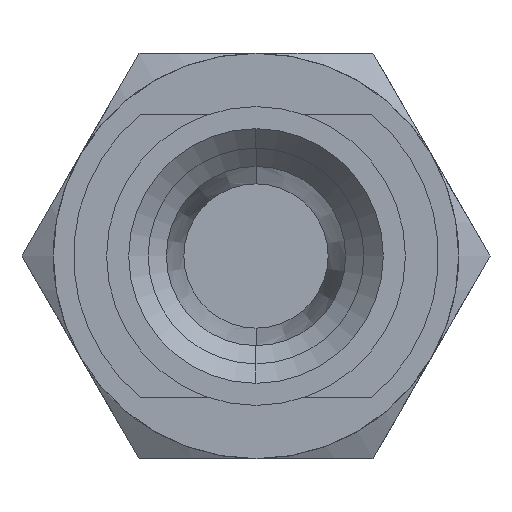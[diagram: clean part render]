
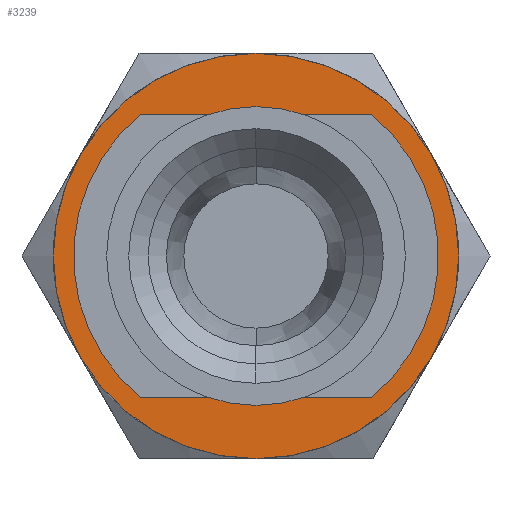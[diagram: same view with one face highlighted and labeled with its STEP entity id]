
A CAD part, left-side view. The second image highlights one B-rep face of the part: STEP entity #3239.
In plain terms, the highlighted planar face has unit normal (-1, 0, 0).
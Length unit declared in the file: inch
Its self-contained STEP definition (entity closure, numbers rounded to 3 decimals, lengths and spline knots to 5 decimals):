
#193 = CARTESIAN_POINT ( 'NONE',  ( 0.332, 0.0865, 0. ) ) ;
#254 = DIRECTION ( 'NONE',  ( 0., 0., -1. ) ) ;
#335 = ORIENTED_EDGE ( 'NONE', *, *, #1527, .T. ) ;
#396 = VERTEX_POINT ( 'NONE', #1500 ) ;
#493 = VERTEX_POINT ( 'NONE', #1165 ) ;
#509 = DIRECTION ( 'NONE',  ( 0., 0., -1. ) ) ;
#543 = ORIENTED_EDGE ( 'NONE', *, *, #2065, .T. ) ;
#701 = FACE_BOUND ( 'NONE', #1309, .T. ) ;
#721 = CIRCLE ( 'NONE', #3576, 0.105 ) ;
#959 = CARTESIAN_POINT ( 'NONE',  ( 0.332, 0., -0.156 ) ) ;
#962 = EDGE_CURVE ( 'NONE', #396, #493, #2470, .T. ) ;
#1063 = DIRECTION ( 'NONE',  ( 0., 0., 1. ) ) ;
#1165 = CARTESIAN_POINT ( 'NONE',  ( 0.332, 0., 0.105 ) ) ;
#1199 = CARTESIAN_POINT ( 'NONE',  ( 0.332, 0., 0. ) ) ;
#1243 = EDGE_LOOP ( 'NONE', ( #543, #2273 ) ) ;
#1286 = EDGE_CURVE ( 'NONE', #2471, #3618, #2418, .T. ) ;
#1309 = EDGE_LOOP ( 'NONE', ( #335, #3201 ) ) ;
#1331 = CARTESIAN_POINT ( 'NONE',  ( 0.332, 0., 0.156 ) ) ;
#1500 = CARTESIAN_POINT ( 'NONE',  ( 0.332, 0., -0.105 ) ) ;
#1527 = EDGE_CURVE ( 'NONE', #493, #396, #721, .T. ) ;
#1691 = AXIS2_PLACEMENT_3D ( 'NONE', #193, #3615, #509 ) ;
#1712 = AXIS2_PLACEMENT_3D ( 'NONE', #1808, #3376, #2342 ) ;
#1808 = CARTESIAN_POINT ( 'NONE',  ( 0.332, 0., 0. ) ) ;
#1888 = AXIS2_PLACEMENT_3D ( 'NONE', #2327, #3562, #2950 ) ;
#1950 = CIRCLE ( 'NONE', #1888, 0.156 ) ;
#1987 = CARTESIAN_POINT ( 'NONE',  ( 0.332, 0., 0. ) ) ;
#2065 = EDGE_CURVE ( 'NONE', #3618, #2471, #1950, .T. ) ;
#2173 = AXIS2_PLACEMENT_3D ( 'NONE', #1987, #3830, #1063 ) ;
#2273 = ORIENTED_EDGE ( 'NONE', *, *, #1286, .T. ) ;
#2327 = CARTESIAN_POINT ( 'NONE',  ( 0.332, 0., 0. ) ) ;
#2342 = DIRECTION ( 'NONE',  ( 0., 0., -1. ) ) ;
#2418 = CIRCLE ( 'NONE', #2173, 0.156 ) ;
#2470 = CIRCLE ( 'NONE', #1712, 0.105 ) ;
#2471 = VERTEX_POINT ( 'NONE', #959 ) ;
#2950 = DIRECTION ( 'NONE',  ( 0., 0., 1. ) ) ;
#3201 = ORIENTED_EDGE ( 'NONE', *, *, #962, .T. ) ;
#3239 = ADVANCED_FACE ( 'NONE', ( #3363, #701 ), #3273, .F. ) ;
#3273 = PLANE ( 'NONE',  #1691 ) ;
#3363 = FACE_OUTER_BOUND ( 'NONE', #1243, .T. ) ;
#3376 = DIRECTION ( 'NONE',  ( 1., 0., 0. ) ) ;
#3562 = DIRECTION ( 'NONE',  ( -1., 0., 0. ) ) ;
#3576 = AXIS2_PLACEMENT_3D ( 'NONE', #1199, #3662, #254 ) ;
#3615 = DIRECTION ( 'NONE',  ( 1., 0., 0. ) ) ;
#3618 = VERTEX_POINT ( 'NONE', #1331 ) ;
#3662 = DIRECTION ( 'NONE',  ( 1., 0., 0. ) ) ;
#3830 = DIRECTION ( 'NONE',  ( -1., 0., 0. ) ) ;
